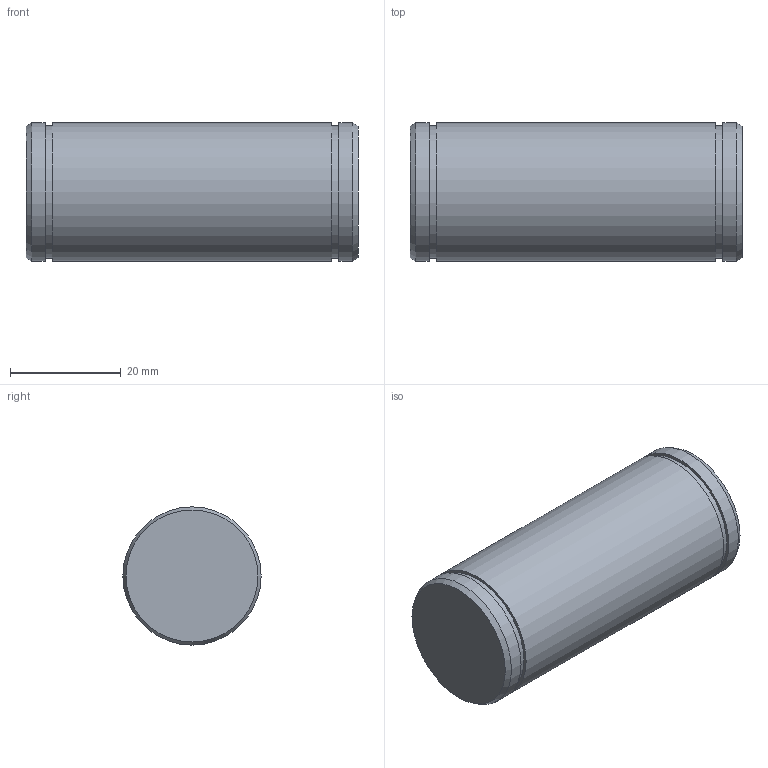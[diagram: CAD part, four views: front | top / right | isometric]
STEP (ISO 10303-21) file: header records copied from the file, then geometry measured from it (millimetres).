
FILE_DESCRIPTION (( 'STEP AP214' ), '1' );
FILE_NAME ('76.04.06.0008.step', '2021-04-02T18:04:35', ( '' ), ( '' ), 'SwSTEP 2.0', 'SolidWorks 2021', '' );
FILE_SCHEMA (( 'AUTOMOTIVE_DESIGN' ));
Length unit declared in the file: millimetre
Products named in the file (1): 76.04.06.0008
Bounding box: 60 x 25 x 25 mm (x, y, z)
Volume: 29297.9 mm3; surface area: 5785.7 mm2
Topology: 1 solids, 1 shells, 13 faces, 19 edges, 12 vertices
Faces by surface type: plane 6, cylinder 5, cone 2
Full cylindrical faces by diameter (mm): 23.9 x2, 25 x3
Entity records: 288 total; most frequent: DIRECTION 52, CARTESIAN_POINT 38, AXIS2_PLACEMENT_3D 26, ORIENTED_EDGE 24, EDGE_LOOP 24, FACE_OUTER_BOUND 18, ADVANCED_FACE 13, CIRCLE 12
